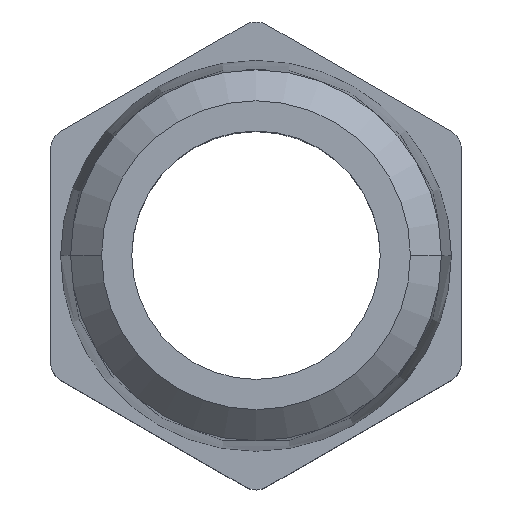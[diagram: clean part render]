
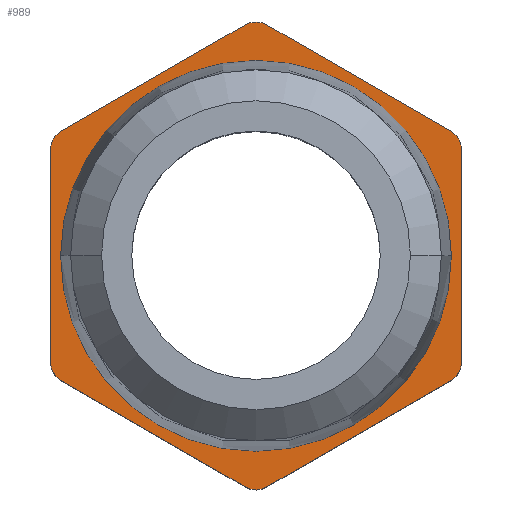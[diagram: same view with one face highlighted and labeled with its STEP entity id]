
A CAD part, top view. The second image highlights one B-rep face of the part: STEP entity #989.
In plain terms, the highlighted planar face has unit normal (0, 0, 1).
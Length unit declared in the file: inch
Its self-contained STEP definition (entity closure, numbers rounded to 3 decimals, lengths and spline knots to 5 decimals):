
#8 = AXIS2_PLACEMENT_3D ( 'NONE', #187, #812, #274 ) ;
#25 = DIRECTION ( 'NONE',  ( 0., 0., 1. ) ) ;
#38 = ORIENTED_EDGE ( 'NONE', *, *, #48, .T. ) ;
#39 = VERTEX_POINT ( 'NONE', #992 ) ;
#46 = AXIS2_PLACEMENT_3D ( 'NONE', #401, #1033, #491 ) ;
#48 = EDGE_CURVE ( 'NONE', #741, #527, #696, .T. ) ;
#60 = CARTESIAN_POINT ( 'NONE',  ( 0.015, 0.3161, 0.116 ) ) ;
#70 = CARTESIAN_POINT ( 'NONE',  ( 0., -0.32476, 0.116 ) ) ;
#73 = CARTESIAN_POINT ( 'NONE',  ( 0.26625, 0.17104, 0.116 ) ) ;
#79 = VECTOR ( 'NONE', #869, 39.37008 ) ;
#85 = EDGE_CURVE ( 'NONE', #39, #686, #1053, .T. ) ;
#89 = VERTEX_POINT ( 'NONE', #559 ) ;
#95 = FACE_BOUND ( 'NONE', #1019, .T. ) ;
#104 = VECTOR ( 'NONE', #350, 39.37008 ) ;
#113 = CARTESIAN_POINT ( 'NONE',  ( -0.28125, -0.16238, 0.116 ) ) ;
#131 = ORIENTED_EDGE ( 'NONE', *, *, #85, .T. ) ;
#132 = ORIENTED_EDGE ( 'NONE', *, *, #799, .T. ) ;
#141 = CIRCLE ( 'NONE', #46, 0.03 ) ;
#151 = PLANE ( 'NONE',  #627 ) ;
#153 = AXIS2_PLACEMENT_3D ( 'NONE', #431, #1066, #521 ) ;
#187 = CARTESIAN_POINT ( 'NONE',  ( 0., 0., 0.116 ) ) ;
#200 = CARTESIAN_POINT ( 'NONE',  ( 0.28125, 0.14506, 0.116 ) ) ;
#201 = EDGE_LOOP ( 'NONE', ( #284, #253, #723, #131, #842, #599, #569, #38, #229, #226, #624, #132 ) ) ;
#203 = LINE ( 'NONE', #363, #1137 ) ;
#224 = EDGE_CURVE ( 'NONE', #298, #918, #1095, .T. ) ;
#226 = ORIENTED_EDGE ( 'NONE', *, *, #650, .T. ) ;
#229 = ORIENTED_EDGE ( 'NONE', *, *, #405, .T. ) ;
#253 = ORIENTED_EDGE ( 'NONE', *, *, #773, .T. ) ;
#257 = VERTEX_POINT ( 'NONE', #73 ) ;
#261 = CARTESIAN_POINT ( 'NONE',  ( 0.2675, 0., 0.116 ) ) ;
#274 = DIRECTION ( 'NONE',  ( 1., 0., 0. ) ) ;
#284 = ORIENTED_EDGE ( 'NONE', *, *, #531, .T. ) ;
#298 = VERTEX_POINT ( 'NONE', #261 ) ;
#304 = DIRECTION ( 'NONE',  ( 0., 0., 1. ) ) ;
#311 = LINE ( 'NONE', #70, #79 ) ;
#322 = DIRECTION ( 'NONE',  ( -0.866, 0.5, 0. ) ) ;
#323 = EDGE_CURVE ( 'NONE', #686, #524, #1037, .T. ) ;
#345 = AXIS2_PLACEMENT_3D ( 'NONE', #1046, #506, #1144 ) ;
#350 = DIRECTION ( 'NONE',  ( 0., 1., 0. ) ) ;
#363 = CARTESIAN_POINT ( 'NONE',  ( -0.28125, 0.16238, 0.116 ) ) ;
#373 = DIRECTION ( 'NONE',  ( 0., 0., 1. ) ) ;
#400 = EDGE_CURVE ( 'NONE', #918, #298, #1167, .T. ) ;
#401 = CARTESIAN_POINT ( 'NONE',  ( -0.25125, 0.14506, 0.116 ) ) ;
#405 = EDGE_CURVE ( 'NONE', #527, #794, #529, .T. ) ;
#415 = AXIS2_PLACEMENT_3D ( 'NONE', #907, #373, #997 ) ;
#431 = CARTESIAN_POINT ( 'NONE',  ( 0., 0., 0.116 ) ) ;
#438 = VERTEX_POINT ( 'NONE', #639 ) ;
#463 = CIRCLE ( 'NONE', #771, 0.03 ) ;
#479 = CARTESIAN_POINT ( 'NONE',  ( -0.28125, 0.14506, 0.116 ) ) ;
#484 = DIRECTION ( 'NONE',  ( 0., 0., 1. ) ) ;
#491 = DIRECTION ( 'NONE',  ( 1., 0., 0. ) ) ;
#506 = DIRECTION ( 'NONE',  ( 0., 0., 1. ) ) ;
#507 = CARTESIAN_POINT ( 'NONE',  ( 0., 0., 0.116 ) ) ;
#521 = DIRECTION ( 'NONE',  ( 1., 0., 0. ) ) ;
#524 = VERTEX_POINT ( 'NONE', #200 ) ;
#527 = VERTEX_POINT ( 'NONE', #1106 ) ;
#529 = LINE ( 'NONE', #546, #1079 ) ;
#531 = EDGE_CURVE ( 'NONE', #670, #438, #607, .T. ) ;
#534 = AXIS2_PLACEMENT_3D ( 'NONE', #564, #25, #652 ) ;
#536 = VECTOR ( 'NONE', #923, 39.37008 ) ;
#544 = FACE_OUTER_BOUND ( 'NONE', #201, .T. ) ;
#546 = CARTESIAN_POINT ( 'NONE',  ( 0., 0.32476, 0.116 ) ) ;
#559 = CARTESIAN_POINT ( 'NONE',  ( -0.28125, -0.14506, 0.116 ) ) ;
#564 = CARTESIAN_POINT ( 'NONE',  ( 0.25125, -0.14506, 0.116 ) ) ;
#569 = ORIENTED_EDGE ( 'NONE', *, *, #967, .T. ) ;
#571 = VERTEX_POINT ( 'NONE', #479 ) ;
#577 = CARTESIAN_POINT ( 'NONE',  ( -0.26625, 0.17104, 0.116 ) ) ;
#599 = ORIENTED_EDGE ( 'NONE', *, *, #736, .T. ) ;
#602 = DIRECTION ( 'NONE',  ( 1., 0., 0. ) ) ;
#607 = LINE ( 'NONE', #113, #536 ) ;
#624 = ORIENTED_EDGE ( 'NONE', *, *, #1113, .T. ) ;
#627 = AXIS2_PLACEMENT_3D ( 'NONE', #507, #1146, #602 ) ;
#634 = DIRECTION ( 'NONE',  ( -0.866, -0.5, 0. ) ) ;
#639 = CARTESIAN_POINT ( 'NONE',  ( -0.015, -0.3161, 0.116 ) ) ;
#650 = EDGE_CURVE ( 'NONE', #794, #571, #141, .T. ) ;
#652 = DIRECTION ( 'NONE',  ( 1., 0., 0. ) ) ;
#670 = VERTEX_POINT ( 'NONE', #848 ) ;
#686 = VERTEX_POINT ( 'NONE', #933 ) ;
#696 = CIRCLE ( 'NONE', #415, 0.03 ) ;
#711 = AXIS2_PLACEMENT_3D ( 'NONE', #1022, #484, #1119 ) ;
#723 = ORIENTED_EDGE ( 'NONE', *, *, #1011, .T. ) ;
#736 = EDGE_CURVE ( 'NONE', #524, #257, #855, .T. ) ;
#741 = VERTEX_POINT ( 'NONE', #60 ) ;
#771 = AXIS2_PLACEMENT_3D ( 'NONE', #839, #304, #930 ) ;
#773 = EDGE_CURVE ( 'NONE', #438, #1161, #910, .T. ) ;
#794 = VERTEX_POINT ( 'NONE', #577 ) ;
#799 = EDGE_CURVE ( 'NONE', #89, #670, #463, .T. ) ;
#812 = DIRECTION ( 'NONE',  ( 0., 0., 1. ) ) ;
#817 = ORIENTED_EDGE ( 'NONE', *, *, #224, .F. ) ;
#839 = CARTESIAN_POINT ( 'NONE',  ( -0.25125, -0.14506, 0.116 ) ) ;
#842 = ORIENTED_EDGE ( 'NONE', *, *, #323, .T. ) ;
#848 = CARTESIAN_POINT ( 'NONE',  ( -0.26625, -0.17104, 0.116 ) ) ;
#855 = CIRCLE ( 'NONE', #345, 0.03 ) ;
#865 = CARTESIAN_POINT ( 'NONE',  ( 0.28125, 0.16238, 0.116 ) ) ;
#869 = DIRECTION ( 'NONE',  ( 0.866, 0.5, 0. ) ) ;
#901 = DIRECTION ( 'NONE',  ( 0., -1., 0. ) ) ;
#907 = CARTESIAN_POINT ( 'NONE',  ( 0., 0.29012, 0.116 ) ) ;
#910 = CIRCLE ( 'NONE', #711, 0.03 ) ;
#918 = VERTEX_POINT ( 'NONE', #1142 ) ;
#923 = DIRECTION ( 'NONE',  ( 0.866, -0.5, 0. ) ) ;
#930 = DIRECTION ( 'NONE',  ( 1., 0., 0. ) ) ;
#933 = CARTESIAN_POINT ( 'NONE',  ( 0.28125, -0.14506, 0.116 ) ) ;
#967 = EDGE_CURVE ( 'NONE', #257, #741, #1148, .T. ) ;
#972 = CARTESIAN_POINT ( 'NONE',  ( 0.28125, -0.16238, 0.116 ) ) ;
#975 = ORIENTED_EDGE ( 'NONE', *, *, #400, .F. ) ;
#989 = ADVANCED_FACE ( 'NONE', ( #544, #95 ), #151, .T. ) ;
#992 = CARTESIAN_POINT ( 'NONE',  ( 0.26625, -0.17104, 0.116 ) ) ;
#997 = DIRECTION ( 'NONE',  ( 1., 0., 0. ) ) ;
#1011 = EDGE_CURVE ( 'NONE', #1161, #39, #311, .T. ) ;
#1019 = EDGE_LOOP ( 'NONE', ( #817, #975 ) ) ;
#1022 = CARTESIAN_POINT ( 'NONE',  ( 0., -0.29012, 0.116 ) ) ;
#1033 = DIRECTION ( 'NONE',  ( 0., 0., 1. ) ) ;
#1037 = LINE ( 'NONE', #972, #104 ) ;
#1046 = CARTESIAN_POINT ( 'NONE',  ( 0.25125, 0.14506, 0.116 ) ) ;
#1053 = CIRCLE ( 'NONE', #534, 0.03 ) ;
#1058 = VECTOR ( 'NONE', #322, 39.37008 ) ;
#1066 = DIRECTION ( 'NONE',  ( 0., 0., 1. ) ) ;
#1079 = VECTOR ( 'NONE', #634, 39.37008 ) ;
#1095 = CIRCLE ( 'NONE', #153, 0.2675 ) ;
#1096 = CARTESIAN_POINT ( 'NONE',  ( 0.015, -0.3161, 0.116 ) ) ;
#1106 = CARTESIAN_POINT ( 'NONE',  ( -0.015, 0.3161, 0.116 ) ) ;
#1113 = EDGE_CURVE ( 'NONE', #571, #89, #203, .T. ) ;
#1119 = DIRECTION ( 'NONE',  ( 1., 0., 0. ) ) ;
#1137 = VECTOR ( 'NONE', #901, 39.37008 ) ;
#1142 = CARTESIAN_POINT ( 'NONE',  ( -0.2675, 0., 0.116 ) ) ;
#1144 = DIRECTION ( 'NONE',  ( 1., 0., 0. ) ) ;
#1146 = DIRECTION ( 'NONE',  ( 0., 0., 1. ) ) ;
#1148 = LINE ( 'NONE', #865, #1058 ) ;
#1161 = VERTEX_POINT ( 'NONE', #1096 ) ;
#1167 = CIRCLE ( 'NONE', #8, 0.2675 ) ;
